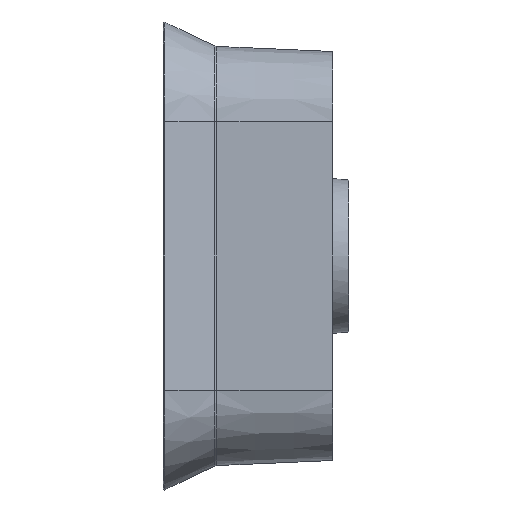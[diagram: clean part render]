
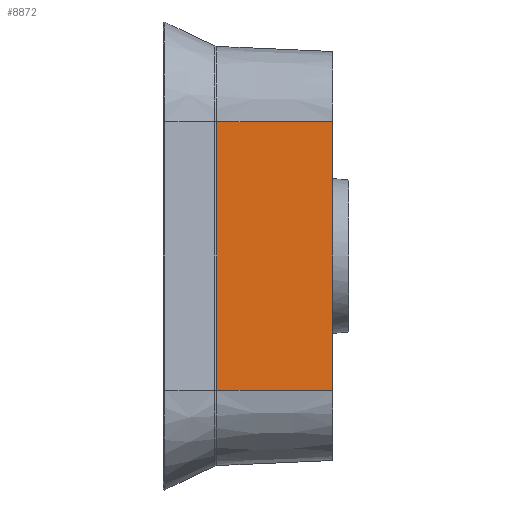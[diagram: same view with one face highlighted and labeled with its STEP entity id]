
A CAD part, left-side view. The second image highlights one B-rep face of the part: STEP entity #8872.
In plain terms, the highlighted planar face has unit normal (-0.999, -0.044, 0).
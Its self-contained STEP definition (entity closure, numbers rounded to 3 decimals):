
#259 = DIRECTION ( 'NONE',  ( 0.044, -0.999, 0. ) ) ;
#784 = LINE ( 'NONE', #8400, #4978 ) ;
#1180 = CARTESIAN_POINT ( 'NONE',  ( -279.322, 98.984, -115. ) ) ;
#2135 = LINE ( 'NONE', #13642, #16116 ) ;
#2604 = VERTEX_POINT ( 'NONE', #1180 ) ;
#2930 = DIRECTION ( 'NONE',  ( 0.044, -0.999, 0. ) ) ;
#3649 = AXIS2_PLACEMENT_3D ( 'NONE', #23934, #10555, #2930 ) ;
#3684 = ORIENTED_EDGE ( 'NONE', *, *, #19329, .T. ) ;
#3842 = EDGE_CURVE ( 'NONE', #24472, #11532, #2135, .T. ) ;
#3849 = EDGE_CURVE ( 'NONE', #2604, #22848, #10244, .T. ) ;
#4978 = VECTOR ( 'NONE', #16155, 1000. ) ;
#6647 = EDGE_CURVE ( 'NONE', #24472, #2604, #784, .T. ) ;
#7544 = CARTESIAN_POINT ( 'NONE',  ( -275., 0., -115. ) ) ;
#8138 = VECTOR ( 'NONE', #10616, 1000. ) ;
#8400 = CARTESIAN_POINT ( 'NONE',  ( -279.322, 98.984, -115. ) ) ;
#8872 = ADVANCED_FACE ( 'NONE', ( #10677 ), #16424, .T. ) ;
#9931 = ORIENTED_EDGE ( 'NONE', *, *, #6647, .T. ) ;
#10244 = LINE ( 'NONE', #10493, #8138 ) ;
#10493 = CARTESIAN_POINT ( 'NONE',  ( -275., 0., -115. ) ) ;
#10555 = DIRECTION ( 'NONE',  ( -0.999, -0.044, 0. ) ) ;
#10616 = DIRECTION ( 'NONE',  ( 0.044, -0.999, 0. ) ) ;
#10677 = FACE_OUTER_BOUND ( 'NONE', #15348, .T. ) ;
#11532 = VERTEX_POINT ( 'NONE', #23900 ) ;
#12499 = LINE ( 'NONE', #20241, #23079 ) ;
#13642 = CARTESIAN_POINT ( 'NONE',  ( -275., 0., 115. ) ) ;
#15348 = EDGE_LOOP ( 'NONE', ( #20597, #9931, #16010, #3684 ) ) ;
#16010 = ORIENTED_EDGE ( 'NONE', *, *, #3849, .T. ) ;
#16116 = VECTOR ( 'NONE', #259, 1000. ) ;
#16155 = DIRECTION ( 'NONE',  ( 0., 0., -1. ) ) ;
#16424 = PLANE ( 'NONE',  #3649 ) ;
#19329 = EDGE_CURVE ( 'NONE', #22848, #11532, #12499, .T. ) ;
#20241 = CARTESIAN_POINT ( 'NONE',  ( -275., 0., 115. ) ) ;
#20597 = ORIENTED_EDGE ( 'NONE', *, *, #3842, .F. ) ;
#22848 = VERTEX_POINT ( 'NONE', #7544 ) ;
#22866 = CARTESIAN_POINT ( 'NONE',  ( -279.322, 98.984, 115. ) ) ;
#23079 = VECTOR ( 'NONE', #23619, 1000. ) ;
#23619 = DIRECTION ( 'NONE',  ( 0., 0., 1. ) ) ;
#23900 = CARTESIAN_POINT ( 'NONE',  ( -275., 0., 115. ) ) ;
#23934 = CARTESIAN_POINT ( 'NONE',  ( -275., 0., 115. ) ) ;
#24472 = VERTEX_POINT ( 'NONE', #22866 ) ;
